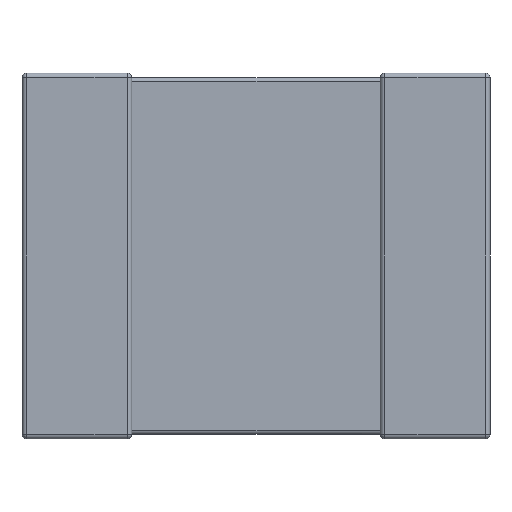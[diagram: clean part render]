
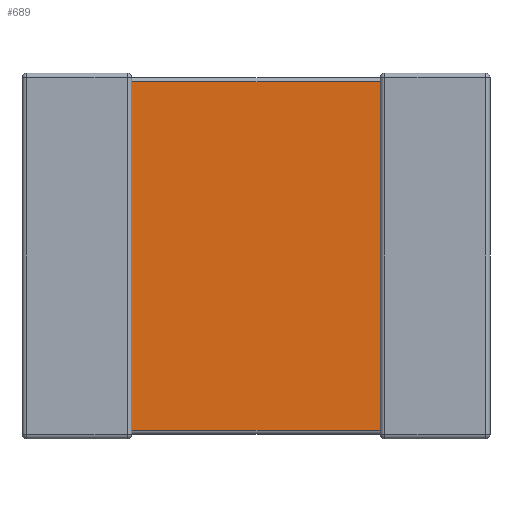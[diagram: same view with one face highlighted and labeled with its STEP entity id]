
A CAD part, front view. The second image highlights one B-rep face of the part: STEP entity #689.
In plain terms, the highlighted planar face has unit normal (0, -1, 0).
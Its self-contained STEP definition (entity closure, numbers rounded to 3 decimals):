
#11 = PLANE ( 'NONE',  #448 ) ;
#74 = VECTOR ( 'NONE', #337, 1000. ) ;
#84 = EDGE_CURVE ( 'NONE', #364, #444, #682, .T. ) ;
#152 = DIRECTION ( 'NONE',  ( 0., -1., 0. ) ) ;
#163 = CARTESIAN_POINT ( 'NONE',  ( 0.85, 0.03, 1.22 ) ) ;
#191 = EDGE_CURVE ( 'NONE', #938, #949, #1625, .T. ) ;
#337 = DIRECTION ( 'NONE',  ( -1., 0., 0. ) ) ;
#338 = CARTESIAN_POINT ( 'NONE',  ( -0.85, 0.03, 1.19 ) ) ;
#364 = VERTEX_POINT ( 'NONE', #1273 ) ;
#373 = VECTOR ( 'NONE', #1631, 1000. ) ;
#383 = CARTESIAN_POINT ( 'NONE',  ( -0.85, 0.03, 1.19 ) ) ;
#401 = EDGE_CURVE ( 'NONE', #364, #949, #540, .T. ) ;
#442 = VECTOR ( 'NONE', #572, 1000. ) ;
#444 = VERTEX_POINT ( 'NONE', #1744 ) ;
#448 = AXIS2_PLACEMENT_3D ( 'NONE', #1030, #152, #1182 ) ;
#532 = FACE_OUTER_BOUND ( 'NONE', #653, .T. ) ;
#533 = ORIENTED_EDGE ( 'NONE', *, *, #84, .T. ) ;
#540 = LINE ( 'NONE', #996, #442 ) ;
#546 = ORIENTED_EDGE ( 'NONE', *, *, #401, .F. ) ;
#572 = DIRECTION ( 'NONE',  ( 0., 0., 1. ) ) ;
#589 = ORIENTED_EDGE ( 'NONE', *, *, #766, .F. ) ;
#653 = EDGE_LOOP ( 'NONE', ( #546, #533, #589, #694 ) ) ;
#682 = LINE ( 'NONE', #1308, #775 ) ;
#689 = ADVANCED_FACE ( 'NONE', ( #532 ), #11, .T. ) ;
#694 = ORIENTED_EDGE ( 'NONE', *, *, #191, .T. ) ;
#745 = LINE ( 'NONE', #163, #373 ) ;
#766 = EDGE_CURVE ( 'NONE', #938, #444, #745, .T. ) ;
#775 = VECTOR ( 'NONE', #1728, 1000. ) ;
#938 = VERTEX_POINT ( 'NONE', #1648 ) ;
#949 = VERTEX_POINT ( 'NONE', #338 ) ;
#996 = CARTESIAN_POINT ( 'NONE',  ( -0.85, 0.03, 1.22 ) ) ;
#1030 = CARTESIAN_POINT ( 'NONE',  ( 0., 0.03, 0. ) ) ;
#1182 = DIRECTION ( 'NONE',  ( 0., 0., -1. ) ) ;
#1273 = CARTESIAN_POINT ( 'NONE',  ( -0.85, 0.03, -1.19 ) ) ;
#1308 = CARTESIAN_POINT ( 'NONE',  ( 0.85, 0.03, -1.19 ) ) ;
#1625 = LINE ( 'NONE', #383, #74 ) ;
#1631 = DIRECTION ( 'NONE',  ( 0., 0., -1. ) ) ;
#1648 = CARTESIAN_POINT ( 'NONE',  ( 0.85, 0.03, 1.19 ) ) ;
#1728 = DIRECTION ( 'NONE',  ( 1., 0., 0. ) ) ;
#1744 = CARTESIAN_POINT ( 'NONE',  ( 0.85, 0.03, -1.19 ) ) ;
